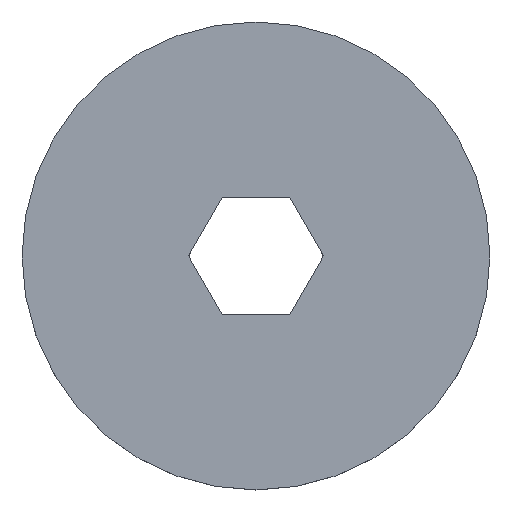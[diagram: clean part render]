
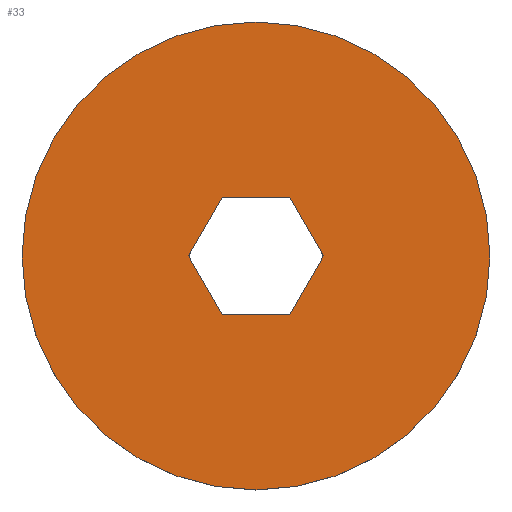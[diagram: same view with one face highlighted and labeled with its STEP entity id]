
A CAD part, top view. The second image highlights one B-rep face of the part: STEP entity #33.
In plain terms, the highlighted planar face has unit normal (0, 0, 1).
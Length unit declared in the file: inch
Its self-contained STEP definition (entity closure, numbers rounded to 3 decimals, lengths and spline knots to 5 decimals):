
#7 = VECTOR ( 'NONE', #92, 39.37008 ) ;
#14 = EDGE_CURVE ( 'NONE', #222, #261, #214, .T. ) ;
#19 = CARTESIAN_POINT ( 'NONE',  ( -0.11365, 0., 0.0625 ) ) ;
#20 = EDGE_CURVE ( 'NONE', #163, #163, #303, .T. ) ;
#33 = ADVANCED_FACE ( 'NONE', ( #165, #160 ), #158, .T. ) ;
#45 = CARTESIAN_POINT ( 'NONE',  ( 0.05683, 0.09843, 0.0625 ) ) ;
#50 = CARTESIAN_POINT ( 'NONE',  ( 0.05683, -0.09843, 0.0625 ) ) ;
#60 = EDGE_CURVE ( 'NONE', #239, #248, #103, .T. ) ;
#65 = VECTOR ( 'NONE', #204, 39.37008 ) ;
#67 = VECTOR ( 'NONE', #212, 39.37008 ) ;
#76 = DIRECTION ( 'NONE',  ( 1., 0., 0. ) ) ;
#77 = CARTESIAN_POINT ( 'NONE',  ( -0.05683, -0.09843, 0.0625 ) ) ;
#79 = LINE ( 'NONE', #77, #93 ) ;
#86 = AXIS2_PLACEMENT_3D ( 'NONE', #206, #202, #200 ) ;
#89 = EDGE_CURVE ( 'NONE', #230, #250, #96, .T. ) ;
#92 = DIRECTION ( 'NONE',  ( -1., 0., 0. ) ) ;
#93 = VECTOR ( 'NONE', #76, 39.37008 ) ;
#94 = CARTESIAN_POINT ( 'NONE',  ( 0.05683, 0.09843, 0.0625 ) ) ;
#96 = LINE ( 'NONE', #94, #7 ) ;
#100 = DIRECTION ( 'NONE',  ( 0.5, -0.866, 0. ) ) ;
#101 = CARTESIAN_POINT ( 'NONE',  ( -0.11365, 0., 0.0625 ) ) ;
#102 = EDGE_CURVE ( 'NONE', #248, #222, #79, .T. ) ;
#103 = LINE ( 'NONE', #101, #292 ) ;
#146 = DIRECTION ( 'NONE',  ( 1., 0., 0. ) ) ;
#147 = DIRECTION ( 'NONE',  ( 0., 0., 1. ) ) ;
#152 = CARTESIAN_POINT ( 'NONE',  ( 0., 0., 0.0625 ) ) ;
#158 = PLANE ( 'NONE',  #298 ) ;
#160 = FACE_BOUND ( 'NONE', #249, .T. ) ;
#162 = CARTESIAN_POINT ( 'NONE',  ( 0.3937, 0., 0.0625 ) ) ;
#163 = VERTEX_POINT ( 'NONE', #162 ) ;
#165 = FACE_OUTER_BOUND ( 'NONE', #282, .T. ) ;
#194 = CARTESIAN_POINT ( 'NONE',  ( 0.11365, 0., 0.0625 ) ) ;
#196 = DIRECTION ( 'NONE',  ( -0.5, -0.866, 0. ) ) ;
#197 = CARTESIAN_POINT ( 'NONE',  ( -0.05683, 0.09843, 0.0625 ) ) ;
#199 = LINE ( 'NONE', #197, #226 ) ;
#200 = DIRECTION ( 'NONE',  ( 1., 0., 0. ) ) ;
#201 = CARTESIAN_POINT ( 'NONE',  ( -0.05683, 0.09843, 0.0625 ) ) ;
#202 = DIRECTION ( 'NONE',  ( 0., 0., 1. ) ) ;
#203 = CARTESIAN_POINT ( 'NONE',  ( -0.05683, -0.09843, 0.0625 ) ) ;
#204 = DIRECTION ( 'NONE',  ( -0.5, 0.866, 0. ) ) ;
#205 = CARTESIAN_POINT ( 'NONE',  ( 0.11365, 0., 0.0625 ) ) ;
#206 = CARTESIAN_POINT ( 'NONE',  ( 0., 0., 0.0625 ) ) ;
#207 = LINE ( 'NONE', #205, #65 ) ;
#212 = DIRECTION ( 'NONE',  ( 0.5, 0.866, 0. ) ) ;
#213 = CARTESIAN_POINT ( 'NONE',  ( 0.05683, -0.09843, 0.0625 ) ) ;
#214 = LINE ( 'NONE', #213, #67 ) ;
#222 = VERTEX_POINT ( 'NONE', #50 ) ;
#226 = VECTOR ( 'NONE', #196, 39.37008 ) ;
#228 = ORIENTED_EDGE ( 'NONE', *, *, #102, .F. ) ;
#230 = VERTEX_POINT ( 'NONE', #45 ) ;
#236 = ORIENTED_EDGE ( 'NONE', *, *, #14, .F. ) ;
#239 = VERTEX_POINT ( 'NONE', #19 ) ;
#244 = EDGE_CURVE ( 'NONE', #261, #230, #207, .T. ) ;
#248 = VERTEX_POINT ( 'NONE', #203 ) ;
#249 = EDGE_LOOP ( 'NONE', ( #288, #236, #228, #294, #301, #300 ) ) ;
#250 = VERTEX_POINT ( 'NONE', #201 ) ;
#251 = EDGE_CURVE ( 'NONE', #250, #239, #199, .T. ) ;
#261 = VERTEX_POINT ( 'NONE', #194 ) ;
#282 = EDGE_LOOP ( 'NONE', ( #289 ) ) ;
#288 = ORIENTED_EDGE ( 'NONE', *, *, #244, .F. ) ;
#289 = ORIENTED_EDGE ( 'NONE', *, *, #20, .T. ) ;
#292 = VECTOR ( 'NONE', #100, 39.37008 ) ;
#294 = ORIENTED_EDGE ( 'NONE', *, *, #60, .F. ) ;
#298 = AXIS2_PLACEMENT_3D ( 'NONE', #152, #147, #146 ) ;
#300 = ORIENTED_EDGE ( 'NONE', *, *, #89, .F. ) ;
#301 = ORIENTED_EDGE ( 'NONE', *, *, #251, .F. ) ;
#303 = CIRCLE ( 'NONE', #86, 0.3937 ) ;
